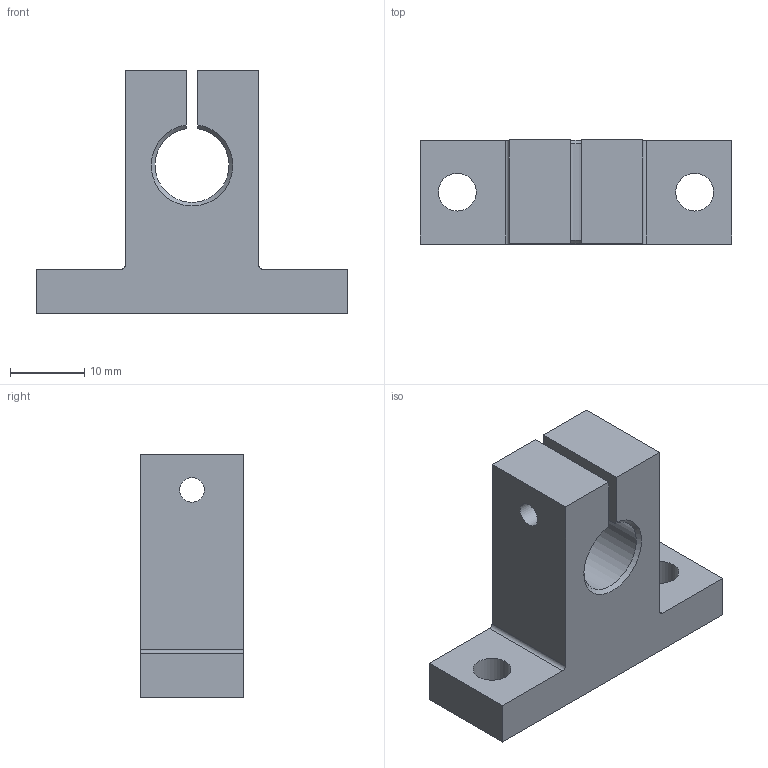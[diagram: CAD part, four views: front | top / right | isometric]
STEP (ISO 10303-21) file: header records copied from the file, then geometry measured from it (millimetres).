
FILE_DESCRIPTION(/* description */ ('FreeCAD Model'),/* implementation_level */ '2;1');
FILE_NAME(/* name */ 'SK10 Bracket v1.step',/* time_stamp */ '2025-03-31T23:34:41+05:30',/* author */ (''),/* organization */ (''),/* preprocessor_version */ 'ST-DEVELOPER v20.1',/* originating_system */ 'Autodesk Translation Framework v14.4.0.0',/* authorisation */ '');
FILE_SCHEMA (('AUTOMOTIVE_DESIGN { 1 0 10303 214 3 1 1 }'));
Length unit declared in the file: millimetre
Products named in the file (1): SK8
Bounding box: 42 x 14 x 32.8 mm (x, y, z)
Volume: 8417.9 mm3; surface area: 4284.6 mm2
Topology: 1 solids, 1 shells, 24 faces, 63 edges, 42 vertices
Faces by surface type: plane 14, cylinder 8, cone 2
Full cylindrical faces by diameter (mm): 3.3 x1, 4.8 x1, 5.1 x2, 8 x1
Entity records: 829 total; most frequent: CARTESIAN_POINT 166, DIRECTION 127, ORIENTED_EDGE 126, EDGE_CURVE 63, AXIS2_PLACEMENT_3D 43, VERTEX_POINT 42, LINE 41, VECTOR 41
